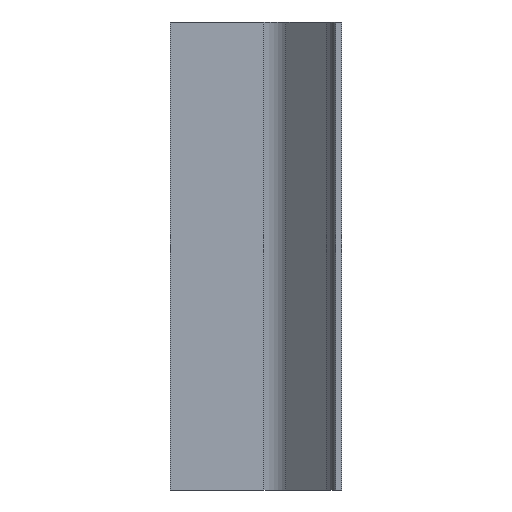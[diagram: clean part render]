
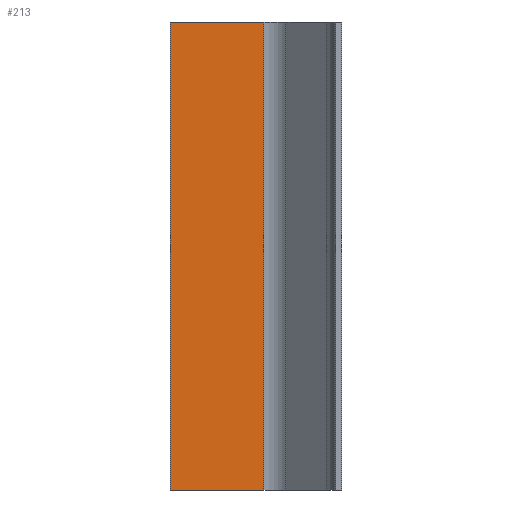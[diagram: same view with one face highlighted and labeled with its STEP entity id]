
A CAD part, left-side view. The second image highlights one B-rep face of the part: STEP entity #213.
In plain terms, the highlighted planar face has unit normal (-1, 0, 0).
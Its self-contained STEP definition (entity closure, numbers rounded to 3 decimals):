
#5 = CARTESIAN_POINT ( 'NONE',  ( 43., 55., 150. ) ) ;
#6 = CARTESIAN_POINT ( 'NONE',  ( 43., 55., 150. ) ) ;
#20 = VERTEX_POINT ( 'NONE', #183 ) ;
#36 = DIRECTION ( 'NONE',  ( -1., 0., 0. ) ) ;
#61 = VERTEX_POINT ( 'NONE', #370 ) ;
#75 = VERTEX_POINT ( 'NONE', #5 ) ;
#105 = AXIS2_PLACEMENT_3D ( 'NONE', #280, #36, #321 ) ;
#116 = EDGE_CURVE ( 'NONE', #20, #508, #481, .T. ) ;
#123 = DIRECTION ( 'NONE',  ( 0., 1., 0. ) ) ;
#133 = ORIENTED_EDGE ( 'NONE', *, *, #116, .F. ) ;
#135 = CARTESIAN_POINT ( 'NONE',  ( 43., 20., 0. ) ) ;
#151 = LINE ( 'NONE', #135, #596 ) ;
#177 = VECTOR ( 'NONE', #390, 1000. ) ;
#183 = CARTESIAN_POINT ( 'NONE',  ( 43., 24.971, 150. ) ) ;
#213 = ADVANCED_FACE ( 'NONE', ( #604 ), #577, .T. ) ;
#225 = CARTESIAN_POINT ( 'NONE',  ( 43., 24.971, 150. ) ) ;
#280 = CARTESIAN_POINT ( 'NONE',  ( 43., 20., 150. ) ) ;
#300 = CARTESIAN_POINT ( 'NONE',  ( 43., 20., 150. ) ) ;
#321 = DIRECTION ( 'NONE',  ( 0., -1., 0. ) ) ;
#350 = DIRECTION ( 'NONE',  ( 0., 0., -1. ) ) ;
#370 = CARTESIAN_POINT ( 'NONE',  ( 43., 55., 0. ) ) ;
#390 = DIRECTION ( 'NONE',  ( 0., 0., -1. ) ) ;
#419 = EDGE_CURVE ( 'NONE', #75, #61, #514, .T. ) ;
#439 = VECTOR ( 'NONE', #350, 1000. ) ;
#481 = LINE ( 'NONE', #225, #439 ) ;
#486 = LINE ( 'NONE', #300, #579 ) ;
#489 = CARTESIAN_POINT ( 'NONE',  ( 43., 24.971, 0. ) ) ;
#505 = EDGE_CURVE ( 'NONE', #20, #75, #486, .T. ) ;
#508 = VERTEX_POINT ( 'NONE', #489 ) ;
#514 = LINE ( 'NONE', #6, #177 ) ;
#520 = EDGE_LOOP ( 'NONE', ( #546, #133, #557, #592 ) ) ;
#546 = ORIENTED_EDGE ( 'NONE', *, *, #585, .F. ) ;
#551 = DIRECTION ( 'NONE',  ( 0., 1., 0. ) ) ;
#557 = ORIENTED_EDGE ( 'NONE', *, *, #505, .T. ) ;
#577 = PLANE ( 'NONE',  #105 ) ;
#579 = VECTOR ( 'NONE', #123, 1000. ) ;
#585 = EDGE_CURVE ( 'NONE', #508, #61, #151, .T. ) ;
#592 = ORIENTED_EDGE ( 'NONE', *, *, #419, .T. ) ;
#596 = VECTOR ( 'NONE', #551, 1000. ) ;
#604 = FACE_OUTER_BOUND ( 'NONE', #520, .T. ) ;
